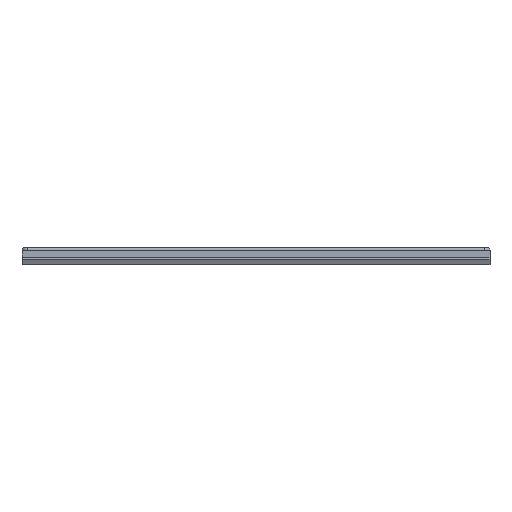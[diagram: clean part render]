
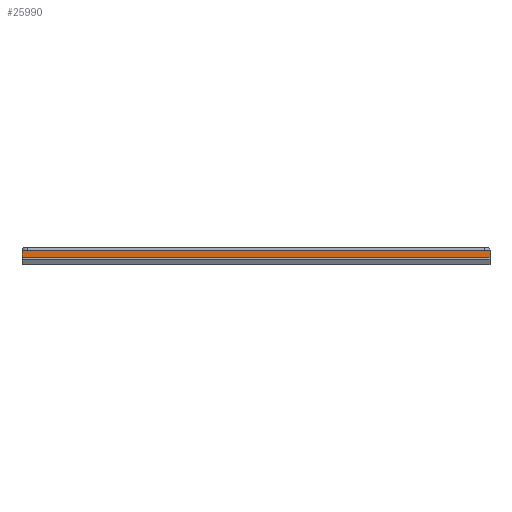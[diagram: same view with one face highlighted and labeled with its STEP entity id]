
A CAD part, front view. The second image highlights one B-rep face of the part: STEP entity #25990.
In plain terms, the highlighted planar face has unit normal (0, -1, 0).
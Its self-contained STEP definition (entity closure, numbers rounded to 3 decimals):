
#577=B_SPLINE_CURVE_WITH_KNOTS('',3,(#36288,#36289,#36290,#36291,#36292,
#36293),.UNSPECIFIED.,.F.,.F.,(4,2,4),(0.,0.049,0.07),
 .UNSPECIFIED.);
#1217=PLANE('',#27650);
#2345=LINE('',#34732,#5474);
#2797=LINE('',#36207,#5926);
#2801=LINE('',#36219,#5930);
#2807=LINE('',#36245,#5936);
#2816=LINE('',#36302,#5945);
#5474=VECTOR('',#28939,10.);
#5926=VECTOR('',#29447,10.);
#5930=VECTOR('',#29459,10.);
#5936=VECTOR('',#29475,10.);
#5945=VECTOR('',#29522,10.);
#8672=FACE_OUTER_BOUND('',#10245,.T.);
#10245=EDGE_LOOP('',(#18988,#18989,#18990,#18991,#18992,#18993));
#11886=VERTEX_POINT('',#34666);
#11895=VERTEX_POINT('',#34708);
#11899=VERTEX_POINT('',#34731);
#12485=VERTEX_POINT('',#36217);
#12492=VERTEX_POINT('',#36244);
#12504=VERTEX_POINT('',#36287);
#14459=EDGE_CURVE('',#11899,#11895,#2345,.T.);
#15043=EDGE_CURVE('',#11895,#11886,#2797,.T.);
#15049=EDGE_CURVE('',#12485,#11886,#2801,.T.);
#15058=EDGE_CURVE('',#11899,#12492,#2807,.T.);
#15076=EDGE_CURVE('',#12504,#12485,#577,.T.);
#15081=EDGE_CURVE('',#12492,#12504,#2816,.T.);
#18988=ORIENTED_EDGE('',*,*,#15043,.T.);
#18989=ORIENTED_EDGE('',*,*,#15049,.F.);
#18990=ORIENTED_EDGE('',*,*,#15076,.F.);
#18991=ORIENTED_EDGE('',*,*,#15081,.F.);
#18992=ORIENTED_EDGE('',*,*,#15058,.F.);
#18993=ORIENTED_EDGE('',*,*,#14459,.T.);
#25990=ADVANCED_FACE('',(#8672),#1217,.T.);
#27650=AXIS2_PLACEMENT_3D('',#36322,#29538,#29539);
#28939=DIRECTION('',(0.,0.,1.));
#29447=DIRECTION('',(-1.,0.,0.));
#29459=DIRECTION('',(0.,0.,1.));
#29475=DIRECTION('',(-1.,0.,0.));
#29522=DIRECTION('',(0.,0.,1.));
#29538=DIRECTION('center_axis',(0.,-1.,0.));
#29539=DIRECTION('ref_axis',(1.,0.,0.));
#34666=CARTESIAN_POINT('',(5.,5.,1.5));
#34708=CARTESIAN_POINT('',(182.5,5.,1.5));
#34731=CARTESIAN_POINT('',(182.5,5.,-1.5));
#34732=CARTESIAN_POINT('',(182.5,5.,0.));
#36207=CARTESIAN_POINT('',(5.,5.,1.5));
#36217=CARTESIAN_POINT('',(5.,5.,0.248));
#36219=CARTESIAN_POINT('',(5.,5.,0.));
#36244=CARTESIAN_POINT('',(5.02,5.,-1.5));
#36245=CARTESIAN_POINT('',(5.,5.,-1.5));
#36287=CARTESIAN_POINT('',(5.02,5.,-0.5));
#36288=CARTESIAN_POINT('Ctrl Pts',(5.02,5.,-0.5));
#36289=CARTESIAN_POINT('Ctrl Pts',(5.02,5.,-0.338));
#36290=CARTESIAN_POINT('Ctrl Pts',(5.011,5.,-0.144));
#36291=CARTESIAN_POINT('Ctrl Pts',(5.002,5.,0.09));
#36292=CARTESIAN_POINT('Ctrl Pts',(5.,5.,0.176));
#36293=CARTESIAN_POINT('Ctrl Pts',(5.,5.,0.248));
#36302=CARTESIAN_POINT('',(5.02,5.,0.));
#36322=CARTESIAN_POINT('Origin',(5.,5.,0.));
